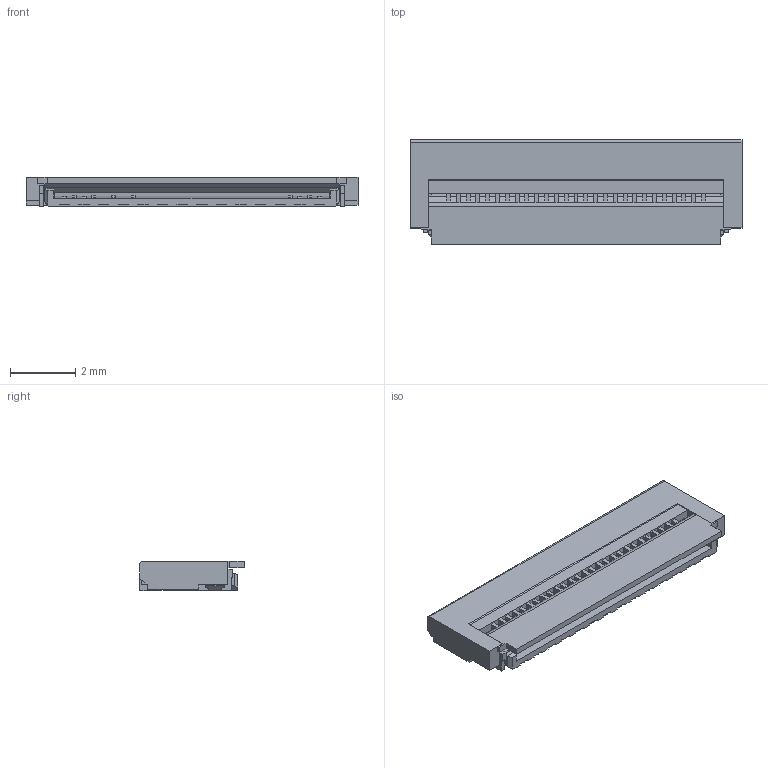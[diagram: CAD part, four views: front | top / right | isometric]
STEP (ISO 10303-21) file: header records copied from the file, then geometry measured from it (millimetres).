
FILE_DESCRIPTION((''),'2;1');
FILE_NAME('PANASONIC_AYF312715.stp','2012-08-30T14:42:34',(''),(''),'Mechanical Desktop 2011','Mechanical Desktop 2011',', , ');
FILE_SCHEMA(('AUTOMOTIVE_DESIGN { 1 2 10303 214 1 1 1 1 }'));
Length unit declared in the file: millimetre
Products named in the file (1): Product
Bounding box: 10.15 x 3.2 x 0.9 mm (x, y, z)
Volume: 19.1 mm3; surface area: 156 mm2
Topology: 94 solids, 94 shells, 910 faces, 2132 edges, 1410 vertices
Faces by surface type: plane 869, cylinder 41
Entity records: 25485 total; most frequent: CARTESIAN_POINT 4453, ORIENTED_EDGE 4264, DIRECTION 4062, EDGE_CURVE 2132, VECTOR 2024, LINE 2024, VERTEX_POINT 1410, AXIS2_PLACEMENT_3D 1019
